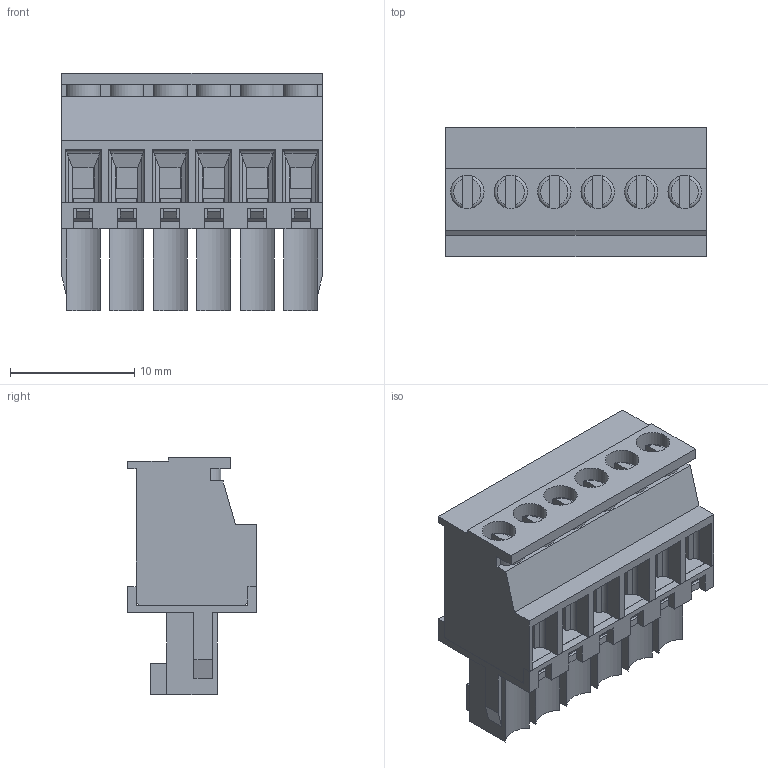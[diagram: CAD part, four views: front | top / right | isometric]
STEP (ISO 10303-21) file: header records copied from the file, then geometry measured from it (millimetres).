
FILE_DESCRIPTION( ( 'Unknown' ), '1' );
FILE_NAME( '691366110006.stp', 'Unknown', ( 'Quentin LAIDEBEUR' ), ( 'WE' ), 'PSStep 15.0.49', 'Sample-box', ' ' );
FILE_SCHEMA( ( 'AUTOMOTIVE_DESIGN { 1 0 10303 214 1 1 1 1 }' ) );
Length unit declared in the file: millimetre
Products named in the file (6): Assem1; 691367110006; 6913661100xx_Cage; 6913661100xx; 6913661100xx_VIS; 691367110006_Bas
Assembly tree (20 placements, depth 2):
  Assem1
    691367110006
    6913661100xx_Cage  x6
    6913661100xx  x6
    6913661100xx_VIS  x6
    691367110006_Bas
Bounding box: 21 x 10.4 x 19.1 mm (x, y, z)
Volume: 1665.6 mm3; surface area: 6247.6 mm2
Topology: 20 solids, 20 shells, 1176 faces, 3156 edges, 2012 vertices
Faces by surface type: plane 948, cylinder 204, torus 24
Full cylindrical faces by diameter (mm): 1.5 x6, 1.7 x6, 1.9 x12, 2.1 x6, 2.7 x12
Entity records: 28156 total; most frequent: CARTESIAN_POINT 4023, ORIENTED_EDGE 3874, DIRECTION 3548, EDGE_CURVE 1937, LINE 1744, VECTOR 1744, VERTEX_POINT 1257, AXIS2_PLACEMENT_3D 902
